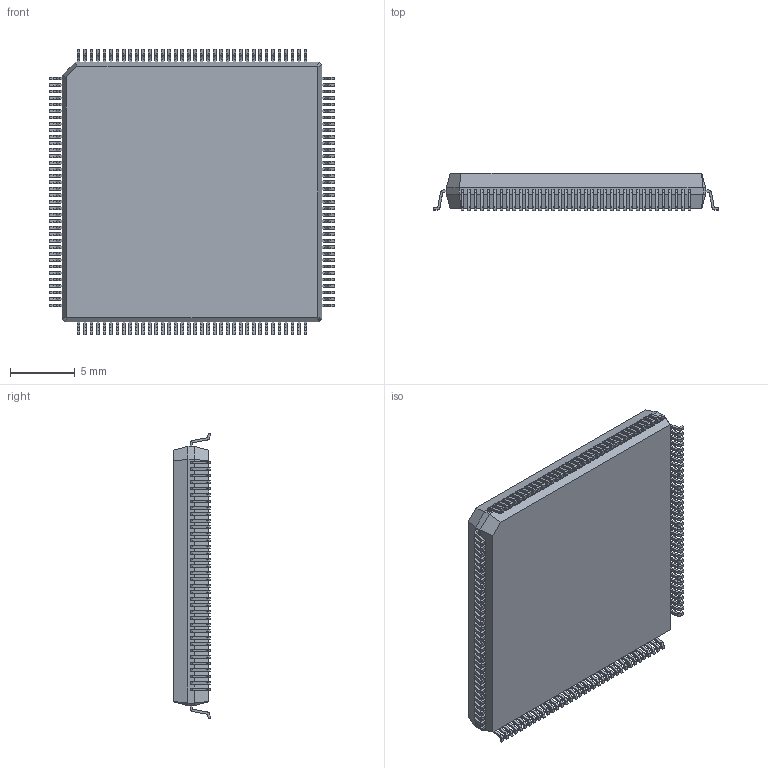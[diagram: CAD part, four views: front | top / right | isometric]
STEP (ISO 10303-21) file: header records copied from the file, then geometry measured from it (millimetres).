
FILE_DESCRIPTION((''),'2;1');
FILE_NAME('PQFPFP144_P0-5_L20_W20','2019-09-21T',('Dragos'),(''),'PRO/ENGINEER BY PARAMETRIC TECHNOLOGY CORPORATION, 2004440','PRO/ENGINEER BY PARAMETRIC TECHNOLOGY CORPORATION, 2004440','');
FILE_SCHEMA(('AUTOMOTIVE_DESIGN { 1 0 10303 214 1 1 1 1 }'));
Products named in the file (1): PQFPFP144_P0-5_L20_W20
Bounding box: 22 x 2.83 x 22 mm (x, y, z)
Volume: 1063.2 mm3; surface area: 1203.1 mm2
Topology: 1 solids, 1 shells, 2060 faces, 5685 edges, 3786 vertices
Faces by surface type: plane 1482, cylinder 578
Entity records: 82850 total; most frequent: CARTESIAN_POINT 11531, ORIENTED_EDGE 11368, DIRECTION 10963, PRESENTATION_STYLE_ASSIGNMENT 5721, STYLED_ITEM 5687, CURVE_STYLE 5686, EDGE_CURVE 5684, VECTOR 4529
